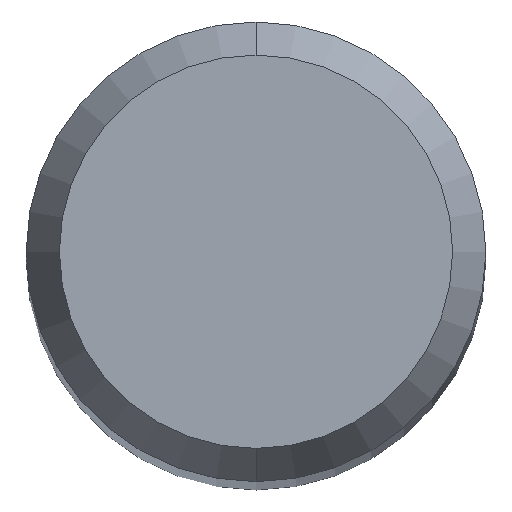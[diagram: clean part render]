
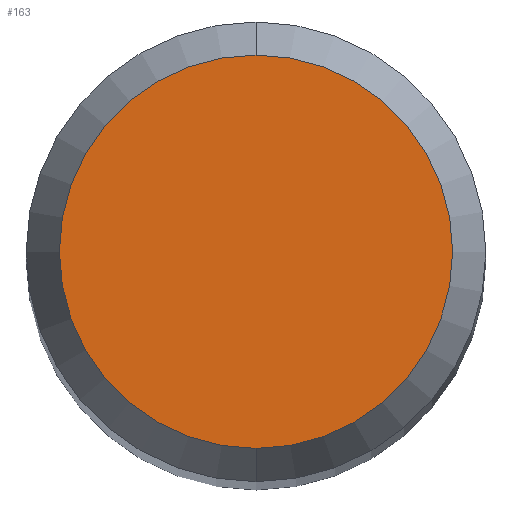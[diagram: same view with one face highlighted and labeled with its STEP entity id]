
A CAD part, top view. The second image highlights one B-rep face of the part: STEP entity #163.
In plain terms, the highlighted planar face has unit normal (0, 0, 1).
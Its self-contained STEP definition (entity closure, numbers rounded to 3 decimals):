
#135=EDGE_CURVE('',#151,#169,#301,.T.);
#151=VERTEX_POINT('',#318);
#163=ADVANCED_FACE('',(#330),#331,.T.);
#169=VERTEX_POINT('',#338);
#215=EDGE_CURVE('',#169,#151,#394,.T.);
#301=CIRCLE('',#489,1.358);
#318=CARTESIAN_POINT('',(0.0,1.358,0.));
#330=FACE_OUTER_BOUND('',#523,.T.);
#331=PLANE('',#524);
#338=CARTESIAN_POINT('',(0.,-1.358,0.));
#394=CIRCLE('',#600,1.358);
#489=AXIS2_PLACEMENT_3D('',#686,#687,#688);
#523=EDGE_LOOP('',(#712,#713));
#524=AXIS2_PLACEMENT_3D('',#714,#715,#716);
#600=AXIS2_PLACEMENT_3D('',#813,#814,#815);
#686=CARTESIAN_POINT('',(0.0,0.0,0.));
#687=DIRECTION('',(0.0,0.0,-1.0));
#688=DIRECTION('',(0.0,1.0,0.0));
#712=ORIENTED_EDGE('',*,*,#135,.F.);
#713=ORIENTED_EDGE('',*,*,#215,.F.);
#714=CARTESIAN_POINT('',(0.0,0.679,0.));
#715=DIRECTION('',(-0.0,0.0,1.0));
#716=DIRECTION('',(0.0,-1.0,0.0));
#813=CARTESIAN_POINT('',(0.0,0.0,0.));
#814=DIRECTION('',(0.0,0.0,-1.0));
#815=DIRECTION('',(0.0,1.0,0.0));
